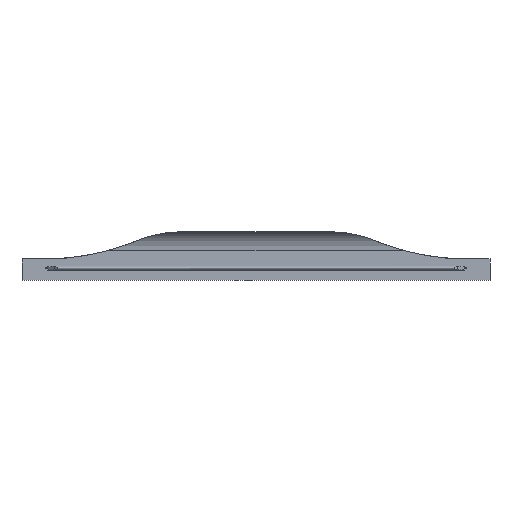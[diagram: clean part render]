
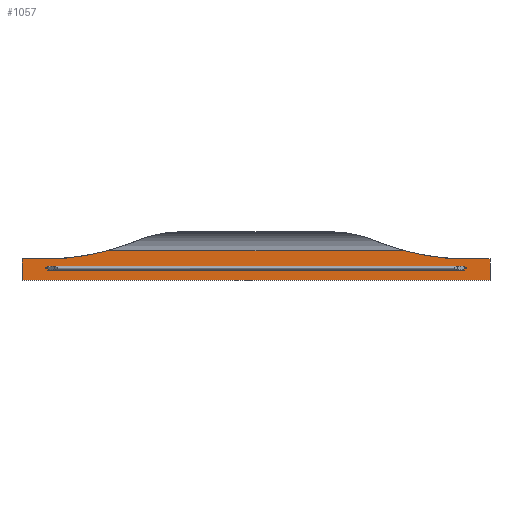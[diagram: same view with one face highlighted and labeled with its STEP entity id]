
A CAD part, front view. The second image highlights one B-rep face of the part: STEP entity #1057.
In plain terms, the highlighted planar face has unit normal (0, -1, 0).
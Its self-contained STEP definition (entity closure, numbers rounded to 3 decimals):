
#14 = CARTESIAN_POINT ( 'NONE',  ( -198., 10., -10.25 ) ) ;
#47 = DIRECTION ( 'NONE',  ( 0., 0., -1. ) ) ;
#48 = VECTOR ( 'NONE', #1782, 1000. ) ;
#62 = CARTESIAN_POINT ( 'NONE',  ( 198., 10., -10.25 ) ) ;
#74 = CARTESIAN_POINT ( 'NONE',  ( -178., 10., 0.7 ) ) ;
#82 = FACE_BOUND ( 'NONE', #1700, .T. ) ;
#83 = CARTESIAN_POINT ( 'NONE',  ( 198., 10., 14.55 ) ) ;
#84 = ORIENTED_EDGE ( 'NONE', *, *, #247, .F. ) ;
#93 = ORIENTED_EDGE ( 'NONE', *, *, #533, .T. ) ;
#96 = CARTESIAN_POINT ( 'NONE',  ( 198., 10., 7.75 ) ) ;
#151 = CARTESIAN_POINT ( 'NONE',  ( 126.192, 10., 14.55 ) ) ;
#160 = CARTESIAN_POINT ( 'NONE',  ( -126.192, 10., 14.55 ) ) ;
#210 = CIRCLE ( 'NONE', #1655, 200. ) ;
#234 = EDGE_CURVE ( 'NONE', #971, #1991, #1110, .T. ) ;
#247 = EDGE_CURVE ( 'NONE', #670, #971, #1847, .T. ) ;
#253 = DIRECTION ( 'NONE',  ( -1., 0., 0. ) ) ;
#311 = DIRECTION ( 'NONE',  ( -1., 0., 0. ) ) ;
#320 = CARTESIAN_POINT ( 'NONE',  ( 198., 10., 0.7 ) ) ;
#339 = VERTEX_POINT ( 'NONE', #1931 ) ;
#368 = ORIENTED_EDGE ( 'NONE', *, *, #775, .T. ) ;
#373 = LINE ( 'NONE', #1296, #48 ) ;
#404 = VECTOR ( 'NONE', #311, 1000. ) ;
#476 = LINE ( 'NONE', #1247, #1542 ) ;
#498 = DIRECTION ( 'NONE',  ( 1., 0., 0. ) ) ;
#514 = LINE ( 'NONE', #1721, #1783 ) ;
#518 = VECTOR ( 'NONE', #253, 1000. ) ;
#531 = CARTESIAN_POINT ( 'NONE',  ( 177.9, 10., 7.75 ) ) ;
#533 = EDGE_CURVE ( 'NONE', #1735, #1773, #1394, .T. ) ;
#535 = DIRECTION ( 'NONE',  ( -1., 0., 0. ) ) ;
#549 = LINE ( 'NONE', #96, #1913 ) ;
#561 = VECTOR ( 'NONE', #47, 1000. ) ;
#596 = ORIENTED_EDGE ( 'NONE', *, *, #1329, .F. ) ;
#615 = CARTESIAN_POINT ( 'NONE',  ( 198., 10., -0.7 ) ) ;
#628 = EDGE_CURVE ( 'NONE', #1869, #1744, #1446, .T. ) ;
#640 = CARTESIAN_POINT ( 'NONE',  ( -177.9, 10., 207.75 ) ) ;
#658 = EDGE_CURVE ( 'NONE', #945, #670, #210, .T. ) ;
#668 = EDGE_CURVE ( 'NONE', #339, #1744, #514, .T. ) ;
#670 = VERTEX_POINT ( 'NONE', #531 ) ;
#678 = ORIENTED_EDGE ( 'NONE', *, *, #668, .T. ) ;
#687 = LINE ( 'NONE', #83, #518 ) ;
#691 = VECTOR ( 'NONE', #535, 1000. ) ;
#701 = CARTESIAN_POINT ( 'NONE',  ( 178., 10., 0.7 ) ) ;
#751 = VERTEX_POINT ( 'NONE', #701 ) ;
#775 = EDGE_CURVE ( 'NONE', #1773, #1444, #549, .T. ) ;
#793 = CARTESIAN_POINT ( 'NONE',  ( 177.9, 10., 207.75 ) ) ;
#798 = DIRECTION ( 'NONE',  ( 0., 0., 1. ) ) ;
#806 = CARTESIAN_POINT ( 'NONE',  ( 198., 10., 7.75 ) ) ;
#812 = DIRECTION ( 'NONE',  ( 0., 0., 1. ) ) ;
#816 = PLANE ( 'NONE',  #1785 ) ;
#827 = DIRECTION ( 'NONE',  ( 0., 1., 0. ) ) ;
#879 = ORIENTED_EDGE ( 'NONE', *, *, #1156, .F. ) ;
#924 = VECTOR ( 'NONE', #498, 1000. ) ;
#945 = VERTEX_POINT ( 'NONE', #151 ) ;
#971 = VERTEX_POINT ( 'NONE', #1974 ) ;
#978 = CARTESIAN_POINT ( 'NONE',  ( 198., 10., -0.7 ) ) ;
#988 = FACE_OUTER_BOUND ( 'NONE', #1445, .T. ) ;
#1001 = ORIENTED_EDGE ( 'NONE', *, *, #1366, .T. ) ;
#1008 = AXIS2_PLACEMENT_3D ( 'NONE', #640, #1870, #798 ) ;
#1057 = ADVANCED_FACE ( 'NONE', ( #82, #988 ), #816, .F. ) ;
#1110 = LINE ( 'NONE', #615, #1795 ) ;
#1119 = DIRECTION ( 'NONE',  ( 0., 0., -1. ) ) ;
#1124 = DIRECTION ( 'NONE',  ( -1., 0., 0. ) ) ;
#1130 = EDGE_CURVE ( 'NONE', #751, #339, #373, .T. ) ;
#1156 = EDGE_CURVE ( 'NONE', #1991, #1726, #1916, .T. ) ;
#1213 = CARTESIAN_POINT ( 'NONE',  ( -178., 10., -0.7 ) ) ;
#1247 = CARTESIAN_POINT ( 'NONE',  ( -198., 10., 0.7 ) ) ;
#1285 = CARTESIAN_POINT ( 'NONE',  ( -178., 10., 5. ) ) ;
#1286 = CARTESIAN_POINT ( 'NONE',  ( -198., 10., 7.75 ) ) ;
#1296 = CARTESIAN_POINT ( 'NONE',  ( 178., 10., 5. ) ) ;
#1302 = DIRECTION ( 'NONE',  ( -1., 0., 0. ) ) ;
#1329 = EDGE_CURVE ( 'NONE', #751, #1869, #1385, .T. ) ;
#1366 = EDGE_CURVE ( 'NONE', #1444, #1726, #476, .T. ) ;
#1385 = LINE ( 'NONE', #320, #404 ) ;
#1394 = CIRCLE ( 'NONE', #1008, 200. ) ;
#1413 = ORIENTED_EDGE ( 'NONE', *, *, #1130, .T. ) ;
#1444 = VERTEX_POINT ( 'NONE', #1286 ) ;
#1445 = EDGE_LOOP ( 'NONE', ( #1664, #93, #368, #1001, #879, #1506, #84, #1480 ) ) ;
#1446 = LINE ( 'NONE', #1285, #561 ) ;
#1480 = ORIENTED_EDGE ( 'NONE', *, *, #658, .F. ) ;
#1505 = ORIENTED_EDGE ( 'NONE', *, *, #628, .F. ) ;
#1506 = ORIENTED_EDGE ( 'NONE', *, *, #234, .F. ) ;
#1540 = CARTESIAN_POINT ( 'NONE',  ( 198., 10., -10.25 ) ) ;
#1542 = VECTOR ( 'NONE', #1693, 1000. ) ;
#1655 = AXIS2_PLACEMENT_3D ( 'NONE', #793, #1886, #812 ) ;
#1664 = ORIENTED_EDGE ( 'NONE', *, *, #1844, .T. ) ;
#1693 = DIRECTION ( 'NONE',  ( 0., 0., -1. ) ) ;
#1700 = EDGE_LOOP ( 'NONE', ( #596, #1413, #678, #1505 ) ) ;
#1721 = CARTESIAN_POINT ( 'NONE',  ( 198., 10., -0.7 ) ) ;
#1726 = VERTEX_POINT ( 'NONE', #14 ) ;
#1735 = VERTEX_POINT ( 'NONE', #160 ) ;
#1744 = VERTEX_POINT ( 'NONE', #1213 ) ;
#1771 = DIRECTION ( 'NONE',  ( 0., 0., 1. ) ) ;
#1773 = VERTEX_POINT ( 'NONE', #1992 ) ;
#1782 = DIRECTION ( 'NONE',  ( 0., 0., -1. ) ) ;
#1783 = VECTOR ( 'NONE', #1124, 1000. ) ;
#1785 = AXIS2_PLACEMENT_3D ( 'NONE', #978, #827, #1771 ) ;
#1795 = VECTOR ( 'NONE', #1119, 1000. ) ;
#1844 = EDGE_CURVE ( 'NONE', #945, #1735, #687, .T. ) ;
#1847 = LINE ( 'NONE', #806, #924 ) ;
#1869 = VERTEX_POINT ( 'NONE', #74 ) ;
#1870 = DIRECTION ( 'NONE',  ( 0., 1., 0. ) ) ;
#1886 = DIRECTION ( 'NONE',  ( 0., -1., 0. ) ) ;
#1913 = VECTOR ( 'NONE', #1302, 1000. ) ;
#1916 = LINE ( 'NONE', #62, #691 ) ;
#1931 = CARTESIAN_POINT ( 'NONE',  ( 178., 10., -0.7 ) ) ;
#1974 = CARTESIAN_POINT ( 'NONE',  ( 198., 10., 7.75 ) ) ;
#1991 = VERTEX_POINT ( 'NONE', #1540 ) ;
#1992 = CARTESIAN_POINT ( 'NONE',  ( -177.9, 10., 7.75 ) ) ;
